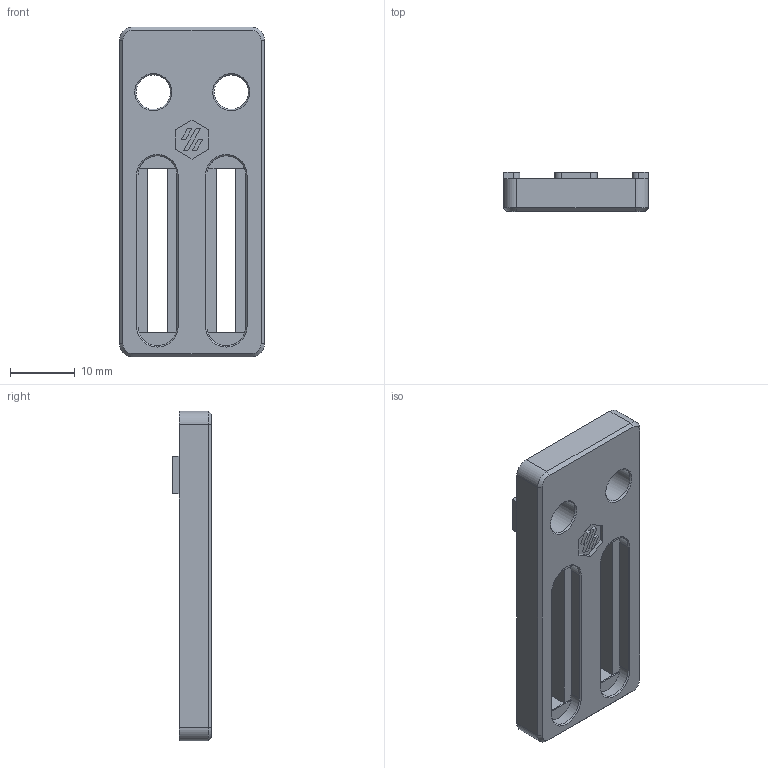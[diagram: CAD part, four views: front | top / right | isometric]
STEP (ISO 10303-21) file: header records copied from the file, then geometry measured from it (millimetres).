
FILE_DESCRIPTION(('FreeCAD Model'),'2;1');
FILE_NAME('Open CASCADE Shape Model','2025-07-31T23:05:35',(''),(''), 'Open CASCADE STEP processor 7.8','FreeCAD','Unknown');
FILE_SCHEMA(('AUTOMOTIVE_DESIGN { 1 0 10303 214 1 1 1 1 }'));
Length unit declared in the file: millimetre
Products named in the file (1): Klickystyle-basic
Bounding box: 22.25 x 6 x 50.75 mm (x, y, z)
Volume: 4322.7 mm3; surface area: 3354.9 mm2
Topology: 1 solids, 1 shells, 106 faces, 270 edges, 172 vertices
Faces by surface type: plane 78, cylinder 18, cone 10
Full cylindrical faces by diameter (mm): 5.3 x2
Entity records: 6797 total; most frequent: CARTESIAN_POINT 1263, DIRECTION 1055, LINE 696, VECTOR 696, ORIENTED_EDGE 540, PCURVE 540, DEFINITIONAL_REPRESENTATION 540, EDGE_CURVE 270
